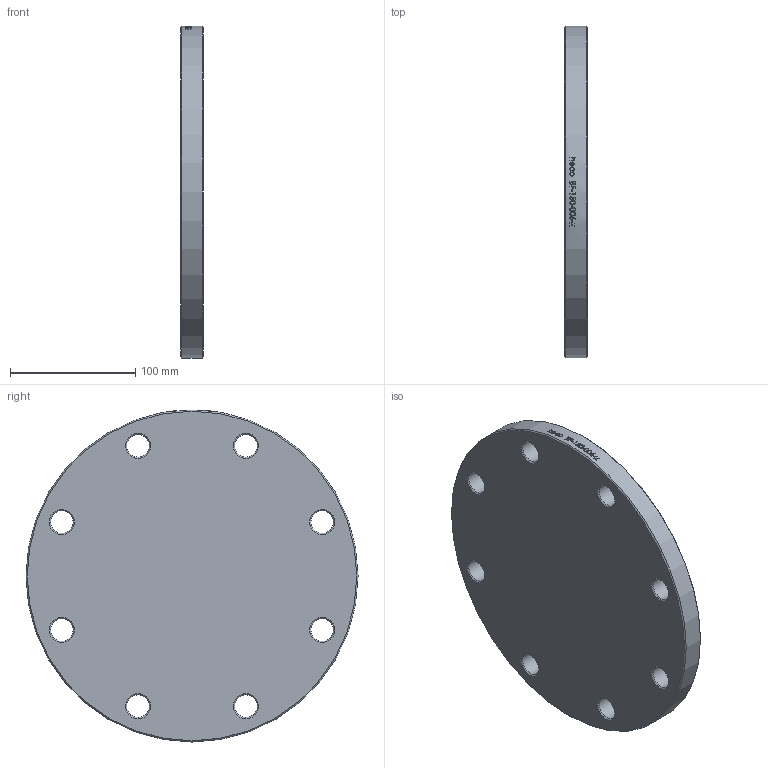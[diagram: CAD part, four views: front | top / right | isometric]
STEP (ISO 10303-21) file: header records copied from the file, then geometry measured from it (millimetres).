
FILE_DESCRIPTION (( 'STEP AP214' ), '1' );
FILE_NAME ('BF-150-006-x Blindflansch PN6 DIN2527 EN1092 2103.STEP', '2021-03-03T11:43:40', ( '' ), ( '' ), 'SwSTEP 2.0', 'SolidWorks 2019', '' );
FILE_SCHEMA (( 'AUTOMOTIVE_DESIGN' ));
Length unit declared in the file: millimetre
Products named in the file (1): BF-150-006-x Blindflansch PN6 DIN2527 EN1092 2103
Bounding box: 18 x 265 x 265 mm (x, y, z)
Volume: 953969.5 mm3; surface area: 127859.6 mm2
Topology: 1 solids, 1 shells, 53 faces, 231 edges, 204 vertices
Faces by surface type: cylinder 33, cone 18, plane 2
Full cylindrical faces by diameter (mm): 18 x8, 265 x1
Entity records: 5527 total; most frequent: CARTESIAN_POINT 3582, ORIENTED_EDGE 390, DIRECTION 266, EDGE_CURVE 195, VERTEX_POINT 195, AXIS2_PLACEMENT_3D 122, EDGE_LOOP 120, B_SPLINE_CURVE_WITH_KNOTS 105
